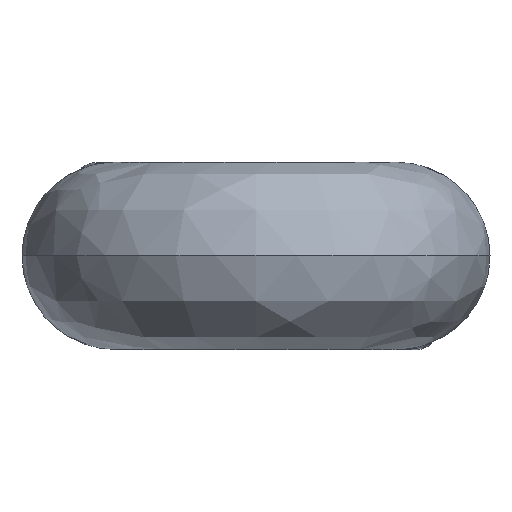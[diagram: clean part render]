
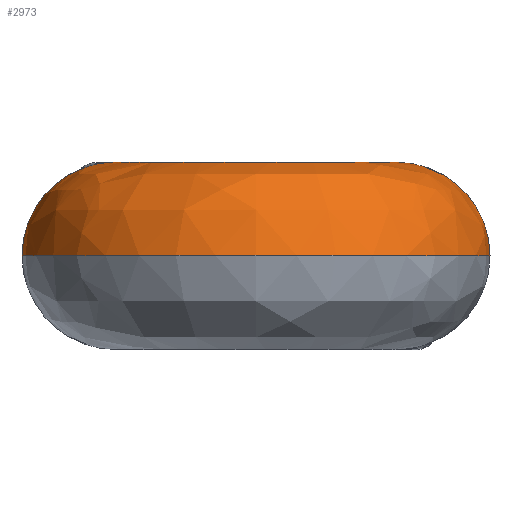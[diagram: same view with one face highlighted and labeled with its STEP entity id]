
A CAD part, top view. The second image highlights one B-rep face of the part: STEP entity #2973.
In plain terms, the highlighted free-form (B-spline) face has degree [3, 3] with [4, 4] control points.
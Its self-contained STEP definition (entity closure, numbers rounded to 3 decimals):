
#2643 = VERTEX_POINT('',#2644);
#2644 = CARTESIAN_POINT('',(-5.,0.,
    15.481));
#2645 = VERTEX_POINT('',#2646);
#2646 = CARTESIAN_POINT('',(12.5,0.,
    15.481));
#2653 = EDGE_CURVE('',#2643,#2654,#2656,.T.);
#2654 = VERTEX_POINT('',#2655);
#2655 = CARTESIAN_POINT('',(-1.5,3.5,15.481));
#2656 = CIRCLE('',#2657,3.5);
#2657 = AXIS2_PLACEMENT_3D('',#2658,#2659,#2660);
#2658 = CARTESIAN_POINT('',(-1.5,0.,
    15.481));
#2659 = DIRECTION('',(0.,0.,-1.));
#2660 = DIRECTION('',(-1.,0.,0.));
#2831 = VERTEX_POINT('',#2832);
#2832 = CARTESIAN_POINT('',(9.,3.5,15.481));
#2839 = EDGE_CURVE('',#2645,#2831,#2840,.T.);
#2840 = CIRCLE('',#2841,3.5);
#2841 = AXIS2_PLACEMENT_3D('',#2842,#2843,#2844);
#2842 = CARTESIAN_POINT('',(9.,0.,
    15.481));
#2843 = DIRECTION('',(0.,0.,1.));
#2844 = DIRECTION('',(1.,0.,0.));
#2961 = EDGE_CURVE('',#2645,#2643,#2962,.T.);
#2962 = CIRCLE('',#2963,8.75);
#2963 = AXIS2_PLACEMENT_3D('',#2964,#2965,#2966);
#2964 = CARTESIAN_POINT('',(3.75,0.,
    15.481));
#2965 = DIRECTION('',(0.,-1.,0.));
#2966 = DIRECTION('',(1.,0.,0.));
#2973 = ADVANCED_FACE('',(#2974),#2986,.T.);
#2974 = FACE_BOUND('',#2975,.T.);
#2975 = EDGE_LOOP('',(#2976,#2977,#2978,#2979));
#2976 = ORIENTED_EDGE('',*,*,#2653,.F.);
#2977 = ORIENTED_EDGE('',*,*,#2961,.F.);
#2978 = ORIENTED_EDGE('',*,*,#2839,.T.);
#2979 = ORIENTED_EDGE('',*,*,#2980,.T.);
#2980 = EDGE_CURVE('',#2831,#2654,#2981,.T.);
#2981 = ( BOUNDED_CURVE() B_SPLINE_CURVE(3,(#2982,#2983,#2984,#2985),
.UNSPECIFIED.,.F.,.F.) B_SPLINE_CURVE_WITH_KNOTS((4,4),(0.,1.),
.PIECEWISE_BEZIER_KNOTS.) CURVE() GEOMETRIC_REPRESENTATION_ITEM() 
RATIONAL_B_SPLINE_CURVE((1.,0.333,0.333,1.)) 
REPRESENTATION_ITEM('') );
#2982 = CARTESIAN_POINT('',(9.,3.5,15.481));
#2983 = CARTESIAN_POINT('',(9.,3.5,25.981));
#2984 = CARTESIAN_POINT('',(-1.5,3.5,25.981));
#2985 = CARTESIAN_POINT('',(-1.5,3.5,15.481));
#2986 = ( BOUNDED_SURFACE() B_SPLINE_SURFACE(3,3,(
    (#2987,#2988,#2989,#2990)
    ,(#2991,#2992,#2993,#2994)
    ,(#2995,#2996,#2997,#2998)
    ,(#2999,#3000,#3001,#3002
)),.UNSPECIFIED.,.F.,.F.,.F.) B_SPLINE_SURFACE_WITH_KNOTS((4,4),(4,4),(
    0.,1.),(0.,1.),.PIECEWISE_BEZIER_KNOTS.) 
GEOMETRIC_REPRESENTATION_ITEM() RATIONAL_B_SPLINE_SURFACE((
    (1.,0.333,0.333,1.)
    ,(0.805,0.268,0.268,0.805)
    ,(0.805,0.268,0.268,0.805)
,(1.,0.333,0.333,1.
))) REPRESENTATION_ITEM('') SURFACE() );
#2987 = CARTESIAN_POINT('',(12.5,0.,
    15.481));
#2988 = CARTESIAN_POINT('',(12.5,0.,
    32.981));
#2989 = CARTESIAN_POINT('',(-5.,0.,
    32.981));
#2990 = CARTESIAN_POINT('',(-5.,0.,
    15.481));
#2991 = CARTESIAN_POINT('',(12.5,2.05,
    15.481));
#2992 = CARTESIAN_POINT('',(12.5,2.05,
    32.981));
#2993 = CARTESIAN_POINT('',(-5.,2.05,
    32.981));
#2994 = CARTESIAN_POINT('',(-5.,2.05,
    15.481));
#2995 = CARTESIAN_POINT('',(11.05,3.5,15.481));
#2996 = CARTESIAN_POINT('',(11.05,3.5,30.081));
#2997 = CARTESIAN_POINT('',(-3.55,3.5,30.081));
#2998 = CARTESIAN_POINT('',(-3.55,3.5,15.481));
#2999 = CARTESIAN_POINT('',(9.,3.5,15.481));
#3000 = CARTESIAN_POINT('',(9.,3.5,25.981));
#3001 = CARTESIAN_POINT('',(-1.5,3.5,25.981));
#3002 = CARTESIAN_POINT('',(-1.5,3.5,15.481));
